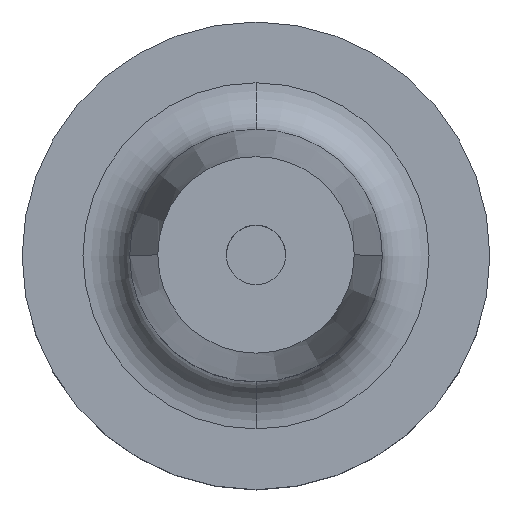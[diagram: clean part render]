
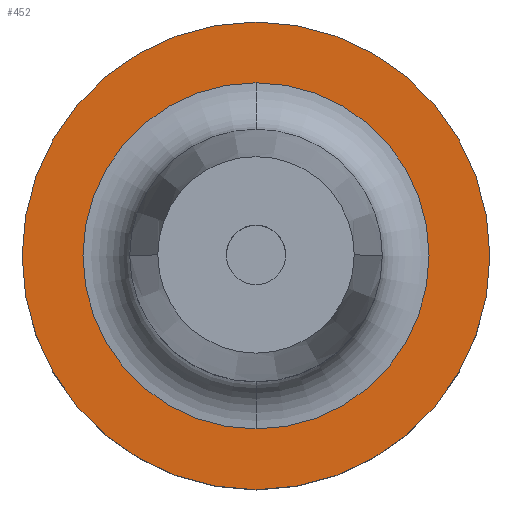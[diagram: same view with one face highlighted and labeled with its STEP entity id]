
A CAD part, top view. The second image highlights one B-rep face of the part: STEP entity #452.
In plain terms, the highlighted planar face has unit normal (0, 0, 1).
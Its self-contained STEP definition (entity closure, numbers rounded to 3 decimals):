
#21 = DIRECTION ( 'NONE',  ( 0., 0., -1. ) ) ;
#57 = ORIENTED_EDGE ( 'NONE', *, *, #96, .F. ) ;
#96 = EDGE_CURVE ( 'NONE', #1084, #478, #363, .T. ) ;
#109 = DIRECTION ( 'NONE',  ( 0., 0., -1. ) ) ;
#113 = DIRECTION ( 'NONE',  ( 0., 1., 0. ) ) ;
#188 = CARTESIAN_POINT ( 'NONE',  ( 0., 0., 19.1 ) ) ;
#202 = CIRCLE ( 'NONE', #661, 18.5 ) ;
#219 = VERTEX_POINT ( 'NONE', #521 ) ;
#244 = AXIS2_PLACEMENT_3D ( 'NONE', #188, #1162, #649 ) ;
#245 = DIRECTION ( 'NONE',  ( 0., 0., -1. ) ) ;
#274 = AXIS2_PLACEMENT_3D ( 'NONE', #844, #245, #734 ) ;
#291 = FACE_BOUND ( 'NONE', #471, .T. ) ;
#303 = AXIS2_PLACEMENT_3D ( 'NONE', #491, #21, #688 ) ;
#363 = CIRCLE ( 'NONE', #1199, 25. ) ;
#387 = CARTESIAN_POINT ( 'NONE',  ( 0., 0., 19.1 ) ) ;
#424 = DIRECTION ( 'NONE',  ( 0., 1., 0. ) ) ;
#427 = DIRECTION ( 'NONE',  ( 0., 0., -1. ) ) ;
#452 = ADVANCED_FACE ( 'NONE', ( #291, #706 ), #776, .F. ) ;
#471 = EDGE_LOOP ( 'NONE', ( #896, #774 ) ) ;
#478 = VERTEX_POINT ( 'NONE', #691 ) ;
#491 = CARTESIAN_POINT ( 'NONE',  ( 0., 0., 19.1 ) ) ;
#507 = CIRCLE ( 'NONE', #274, 18.5 ) ;
#521 = CARTESIAN_POINT ( 'NONE',  ( 0., -18.5, 19.1 ) ) ;
#526 = CIRCLE ( 'NONE', #303, 25. ) ;
#556 = EDGE_CURVE ( 'NONE', #219, #956, #202, .T. ) ;
#649 = DIRECTION ( 'NONE',  ( 0., 1., 0. ) ) ;
#661 = AXIS2_PLACEMENT_3D ( 'NONE', #898, #427, #424 ) ;
#688 = DIRECTION ( 'NONE',  ( 0., 1., 0. ) ) ;
#691 = CARTESIAN_POINT ( 'NONE',  ( 0., -25., 19.1 ) ) ;
#706 = FACE_OUTER_BOUND ( 'NONE', #934, .T. ) ;
#734 = DIRECTION ( 'NONE',  ( 0., 1., 0. ) ) ;
#774 = ORIENTED_EDGE ( 'NONE', *, *, #556, .T. ) ;
#776 = PLANE ( 'NONE',  #244 ) ;
#844 = CARTESIAN_POINT ( 'NONE',  ( 0., 0., 19.1 ) ) ;
#872 = CARTESIAN_POINT ( 'NONE',  ( 0., 18.5, 19.1 ) ) ;
#896 = ORIENTED_EDGE ( 'NONE', *, *, #1145, .T. ) ;
#898 = CARTESIAN_POINT ( 'NONE',  ( 0., 0., 19.1 ) ) ;
#923 = ORIENTED_EDGE ( 'NONE', *, *, #958, .F. ) ;
#934 = EDGE_LOOP ( 'NONE', ( #57, #923 ) ) ;
#956 = VERTEX_POINT ( 'NONE', #872 ) ;
#958 = EDGE_CURVE ( 'NONE', #478, #1084, #526, .T. ) ;
#1084 = VERTEX_POINT ( 'NONE', #1103 ) ;
#1103 = CARTESIAN_POINT ( 'NONE',  ( 0., 25., 19.1 ) ) ;
#1145 = EDGE_CURVE ( 'NONE', #956, #219, #507, .T. ) ;
#1162 = DIRECTION ( 'NONE',  ( 0., 0., -1. ) ) ;
#1199 = AXIS2_PLACEMENT_3D ( 'NONE', #387, #109, #113 ) ;
